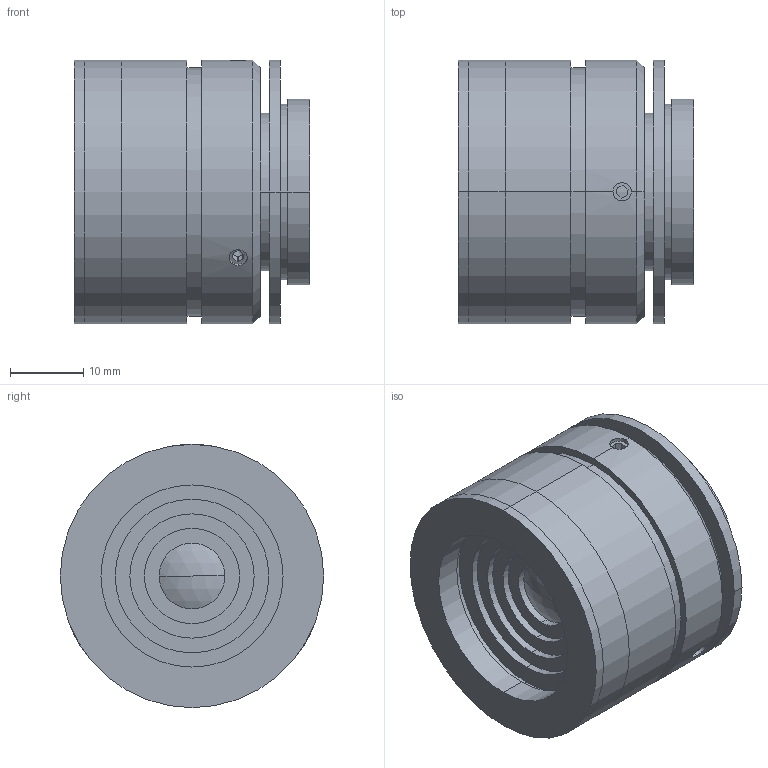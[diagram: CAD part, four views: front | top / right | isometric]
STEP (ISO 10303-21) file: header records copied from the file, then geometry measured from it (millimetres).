
FILE_DESCRIPTION (( 'STEP AP203' ), '1' );
FILE_NAME ('XF-MH03X105.STEP', '2024-08-03T09:40:49', ( '' ), ( '' ), 'SwSTEP 2.0', 'SolidWorks 2022', '' );
FILE_SCHEMA (( 'CONFIG_CONTROL_DESIGN' ));
Length unit declared in the file: millimetre
Products named in the file (1): XF-MH03X105
Bounding box: 32.19 x 36 x 36 mm (x, y, z)
Surface area: 9391.7 mm2 (no closed solid volume)
Topology: 0 solids, 13 shells, 100 faces, 267 edges, 179 vertices
Faces by surface type: plane 48, cylinder 40, cone 8, sphere 4
Entity records: 3380 total; most frequent: CARTESIAN_POINT 771, DIRECTION 576, ORIENTED_EDGE 441, EDGE_CURVE 263, AXIS2_PLACEMENT_3D 224, VERTEX_POINT 179, VECTOR 128, LINE 128
